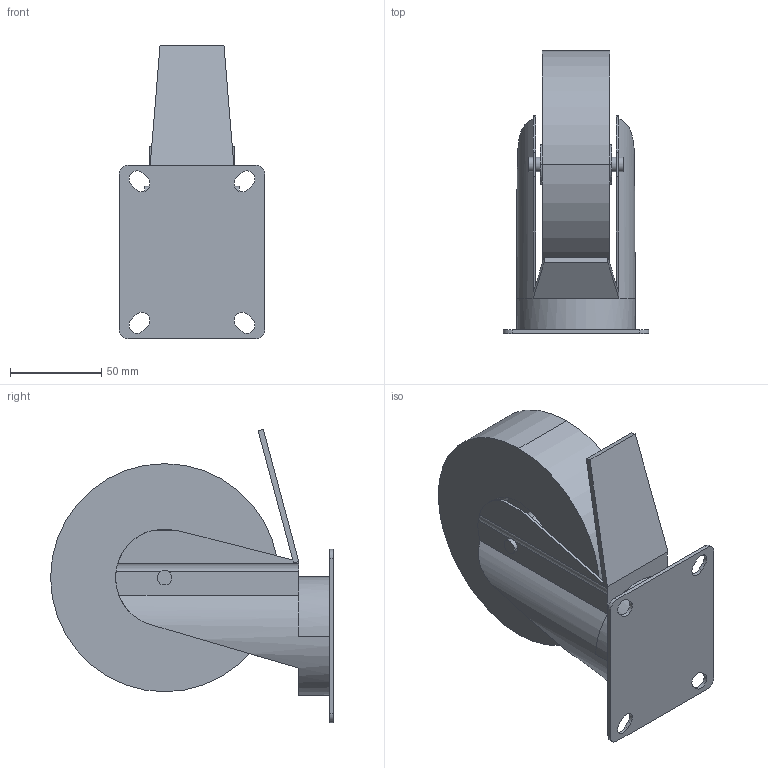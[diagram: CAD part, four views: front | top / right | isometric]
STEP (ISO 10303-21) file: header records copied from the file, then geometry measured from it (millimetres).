
FILE_DESCRIPTION((''),'2;1');
FILE_NAME('12040_KOLO_VRTLJIVO_FI-125_ZZP_ASM','2022-09-19T07:16:29',('PredragRovcanin'),('Audax d.o.o.'),'CREO PARAMETRIC BY PTC INC, 2020281','CREO PARAMETRIC BY PTC INC, 2020281','');
FILE_SCHEMA(('AP242_MANAGED_MODEL_BASED_3D_ENGINEERING_MIM_LF { 1 0 10303 442 1 1 4 }'));
Length unit declared in the file: millimetre
Products named in the file (3): 12040_KOLO_VRTLJIVO_FI-125_ZZPA; 12040_KOLO_VRTLJIVO_FI-125_ZZPB; 12040_KOLO_VRTLJIVO_FI-125_ZZP_ASM
Assembly tree (2 placements, depth 2):
  12040_KOLO_VRTLJIVO_FI-125_ZZP_ASM
    12040_KOLO_VRTLJIVO_FI-125_ZZPA
    12040_KOLO_VRTLJIVO_FI-125_ZZPB
Bounding box: 80 x 155 x 160.85 mm (x, y, z)
Volume: 439212.9 mm3; surface area: 100166.6 mm2
Topology: 2 solids, 2 shells, 87 faces, 236 edges, 169 vertices
Faces by surface type: plane 47, cylinder 40
Entity records: 4675 total; most frequent: CARTESIAN_POINT 609, DIRECTION 499, ORIENTED_EDGE 452, COLOUR_RGB 320, PRESENTATION_STYLE_ASSIGNMENT 305, STYLED_ITEM 305, CURVE_STYLE 238, EDGE_CURVE 226
